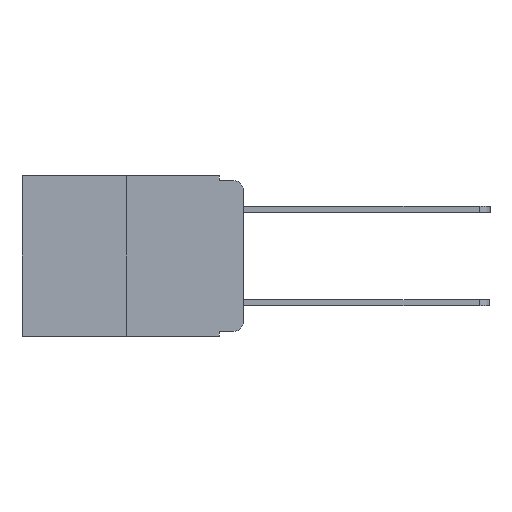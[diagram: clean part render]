
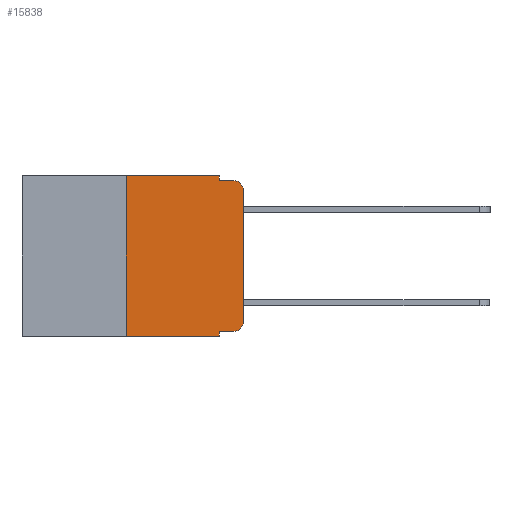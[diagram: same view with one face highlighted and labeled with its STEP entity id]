
A CAD part, left-side view. The second image highlights one B-rep face of the part: STEP entity #15838.
In plain terms, the highlighted planar face has unit normal (-1, 0, 0).
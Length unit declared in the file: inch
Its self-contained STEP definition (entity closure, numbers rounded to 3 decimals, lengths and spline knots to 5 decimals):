
#72 = CARTESIAN_POINT ( 'NONE',  ( 0., 0.02, -0.333 ) ) ;
#206 = CARTESIAN_POINT ( 'NONE',  ( 0., 0.051, 0. ) ) ;
#212 = DIRECTION ( 'NONE',  ( 0., 0., -1. ) ) ;
#998 = ORIENTED_EDGE ( 'NONE', *, *, #24817, .F. ) ;
#1638 = VERTEX_POINT ( 'NONE', #17199 ) ;
#1676 = CARTESIAN_POINT ( 'NONE',  ( 0., 0., -0.313 ) ) ;
#2258 = ORIENTED_EDGE ( 'NONE', *, *, #3540, .T. ) ;
#2356 = EDGE_CURVE ( 'NONE', #2480, #19681, #16939, .T. ) ;
#2480 = VERTEX_POINT ( 'NONE', #206 ) ;
#2511 = DIRECTION ( 'NONE',  ( 0., 0., 1. ) ) ;
#3220 = LINE ( 'NONE', #23658, #13067 ) ;
#3323 = LINE ( 'NONE', #16547, #7961 ) ;
#3474 = LINE ( 'NONE', #23140, #18399 ) ;
#3540 = EDGE_CURVE ( 'NONE', #8027, #7653, #3220, .T. ) ;
#3693 = EDGE_CURVE ( 'NONE', #19681, #4662, #20218, .T. ) ;
#3881 = CARTESIAN_POINT ( 'NONE',  ( 0., 0.051, -0.343 ) ) ;
#3914 = VERTEX_POINT ( 'NONE', #1676 ) ;
#3959 = CARTESIAN_POINT ( 'NONE',  ( 0., 0.02, -0.01 ) ) ;
#4044 = CARTESIAN_POINT ( 'NONE',  ( 0., 0.051, 0. ) ) ;
#4287 = DIRECTION ( 'NONE',  ( -1., 0., 0. ) ) ;
#4643 = EDGE_CURVE ( 'NONE', #1638, #2480, #3474, .T. ) ;
#4662 = VERTEX_POINT ( 'NONE', #3959 ) ;
#4847 = CARTESIAN_POINT ( 'NONE',  ( 0., 0.051, -0.01 ) ) ;
#4903 = LINE ( 'NONE', #8041, #19254 ) ;
#4985 = ORIENTED_EDGE ( 'NONE', *, *, #14664, .T. ) ;
#5387 = VECTOR ( 'NONE', #6845, 39.37008 ) ;
#5575 = VECTOR ( 'NONE', #18079, 39.37008 ) ;
#5967 = CARTESIAN_POINT ( 'NONE',  ( 0., 0.02, -0.03 ) ) ;
#6039 = LINE ( 'NONE', #4044, #10676 ) ;
#6041 = DIRECTION ( 'NONE',  ( 0., 0., -1. ) ) ;
#6445 = CARTESIAN_POINT ( 'NONE',  ( 0., 0.051, -0.333 ) ) ;
#6845 = DIRECTION ( 'NONE',  ( 0., -1., 0. ) ) ;
#6877 = CARTESIAN_POINT ( 'NONE',  ( 0., 0.051, 0. ) ) ;
#6951 = DIRECTION ( 'NONE',  ( 0., 0., 1. ) ) ;
#7653 = VERTEX_POINT ( 'NONE', #3881 ) ;
#7661 = EDGE_CURVE ( 'NONE', #12537, #4662, #21471, .T. ) ;
#7802 = CARTESIAN_POINT ( 'NONE',  ( 0., 0.473, 0. ) ) ;
#7945 = DIRECTION ( 'NONE',  ( 0., 0., -1. ) ) ;
#7961 = VECTOR ( 'NONE', #6951, 39.37008 ) ;
#8027 = VERTEX_POINT ( 'NONE', #13402 ) ;
#8041 = CARTESIAN_POINT ( 'NONE',  ( 0., 0., 0. ) ) ;
#8673 = VERTEX_POINT ( 'NONE', #72 ) ;
#9701 = CARTESIAN_POINT ( 'NONE',  ( 0., 0., -0.03 ) ) ;
#9831 = DIRECTION ( 'NONE',  ( 0., 0., -1. ) ) ;
#10155 = VERTEX_POINT ( 'NONE', #21033 ) ;
#10338 = EDGE_CURVE ( 'NONE', #3914, #12537, #4903, .T. ) ;
#10581 = EDGE_LOOP ( 'NONE', ( #11748, #17724, #18004, #21809, #20230, #998, #2258, #16930, #4985, #17346 ) ) ;
#10676 = VECTOR ( 'NONE', #6041, 39.37008 ) ;
#10818 = LINE ( 'NONE', #6445, #5575 ) ;
#11748 = ORIENTED_EDGE ( 'NONE', *, *, #10338, .T. ) ;
#12112 = EDGE_CURVE ( 'NONE', #8673, #3914, #23741, .T. ) ;
#12537 = VERTEX_POINT ( 'NONE', #9701 ) ;
#13067 = VECTOR ( 'NONE', #16116, 39.37008 ) ;
#13402 = CARTESIAN_POINT ( 'NONE',  ( 0., 0.25, -0.343 ) ) ;
#14664 = EDGE_CURVE ( 'NONE', #10155, #8673, #10818, .T. ) ;
#15838 = ADVANCED_FACE ( 'NONE', ( #23023 ), #19416, .F. ) ;
#15984 = CARTESIAN_POINT ( 'NONE',  ( 0., 0.02, -0.313 ) ) ;
#16116 = DIRECTION ( 'NONE',  ( 0., -1., 0. ) ) ;
#16547 = CARTESIAN_POINT ( 'NONE',  ( 0., 0.25, 0. ) ) ;
#16638 = AXIS2_PLACEMENT_3D ( 'NONE', #7802, #21276, #9831 ) ;
#16930 = ORIENTED_EDGE ( 'NONE', *, *, #21088, .F. ) ;
#16939 = LINE ( 'NONE', #6877, #21403 ) ;
#17199 = CARTESIAN_POINT ( 'NONE',  ( 0., 0.25, 0. ) ) ;
#17346 = ORIENTED_EDGE ( 'NONE', *, *, #12112, .T. ) ;
#17528 = DIRECTION ( 'NONE',  ( 0., -1., 0. ) ) ;
#17724 = ORIENTED_EDGE ( 'NONE', *, *, #7661, .T. ) ;
#17907 = DIRECTION ( 'NONE',  ( 0., 0., -1. ) ) ;
#18004 = ORIENTED_EDGE ( 'NONE', *, *, #3693, .F. ) ;
#18079 = DIRECTION ( 'NONE',  ( 0., -1., 0. ) ) ;
#18399 = VECTOR ( 'NONE', #17528, 39.37008 ) ;
#19254 = VECTOR ( 'NONE', #2511, 39.37008 ) ;
#19416 = PLANE ( 'NONE',  #16638 ) ;
#19559 = DIRECTION ( 'NONE',  ( -1., 0., 0. ) ) ;
#19681 = VERTEX_POINT ( 'NONE', #24225 ) ;
#20218 = LINE ( 'NONE', #4847, #5387 ) ;
#20230 = ORIENTED_EDGE ( 'NONE', *, *, #4643, .F. ) ;
#21017 = AXIS2_PLACEMENT_3D ( 'NONE', #5967, #19559, #7945 ) ;
#21033 = CARTESIAN_POINT ( 'NONE',  ( 0., 0.051, -0.333 ) ) ;
#21088 = EDGE_CURVE ( 'NONE', #10155, #7653, #6039, .T. ) ;
#21276 = DIRECTION ( 'NONE',  ( 1., 0., 0. ) ) ;
#21403 = VECTOR ( 'NONE', #212, 39.37008 ) ;
#21471 = CIRCLE ( 'NONE', #21017, 0.02 ) ;
#21530 = AXIS2_PLACEMENT_3D ( 'NONE', #15984, #4287, #17907 ) ;
#21809 = ORIENTED_EDGE ( 'NONE', *, *, #2356, .F. ) ;
#23023 = FACE_OUTER_BOUND ( 'NONE', #10581, .T. ) ;
#23140 = CARTESIAN_POINT ( 'NONE',  ( 0., 0.473, 0. ) ) ;
#23658 = CARTESIAN_POINT ( 'NONE',  ( 0., 0.473, -0.343 ) ) ;
#23741 = CIRCLE ( 'NONE', #21530, 0.02 ) ;
#24225 = CARTESIAN_POINT ( 'NONE',  ( 0., 0.051, -0.01 ) ) ;
#24817 = EDGE_CURVE ( 'NONE', #8027, #1638, #3323, .T. ) ;
